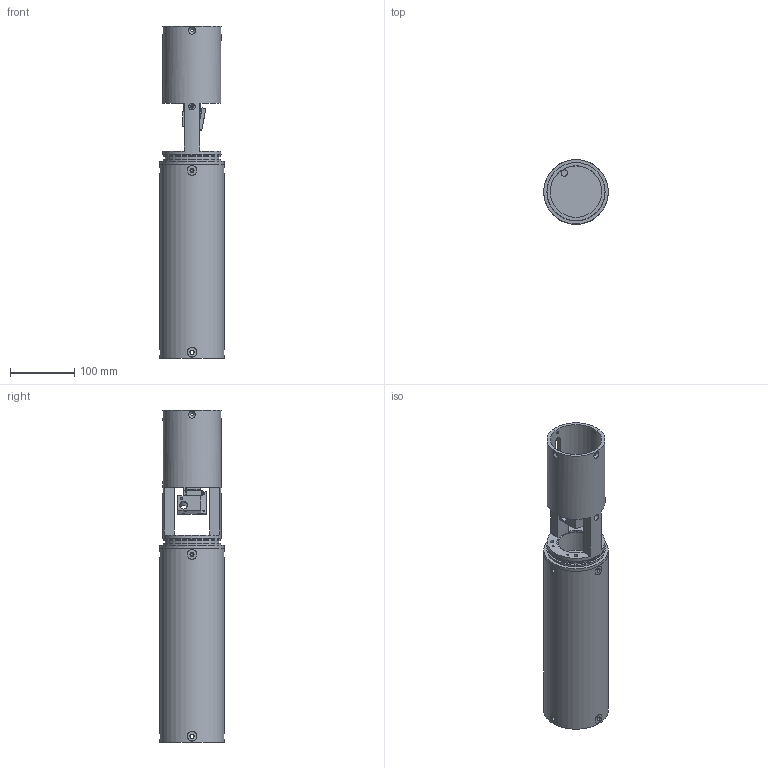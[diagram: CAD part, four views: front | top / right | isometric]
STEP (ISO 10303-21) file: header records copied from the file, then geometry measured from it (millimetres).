
FILE_DESCRIPTION(('Open CASCADE Model'),'2;1');
FILE_NAME('Open CASCADE Shape Model','2024-06-19T17:53:30',('Author'),( 'Open CASCADE'),'Open CASCADE STEP processor 7.7','Open CASCADE 7.7' ,'Unknown');
FILE_SCHEMA(('AUTOMOTIVE_DESIGN { 1 0 10303 214 1 1 1 1 }'));
Length unit declared in the file: millimetre
Products named in the file (11): 109732bc-2e54-11ef-bb17-a3b243770631; tape; tape_part; tube_moteur; tube_moteur_part; tube_elec; tube_elec_part; platine; platine_part; support_pcb; support_pcb_part
Assembly tree (10 placements, depth 3):
  109732bc-2e54-11ef-bb17-a3b243770631
    tape
      tape_part
    tube_moteur
      tube_moteur_part
    tube_elec
      tube_elec_part
    platine
      platine_part
    support_pcb
      support_pcb_part
Bounding box: 100 x 100 x 515 mm (x, y, z)
Volume: 895960.2 mm3; surface area: 328247.1 mm2
Topology: 5 solids, 13 shells, 1172 faces, 3179 edges, 2074 vertices
Faces by surface type: plane 648, cylinder 269, cone 162, torus 52, extrusion 33, sphere 8
Full cylindrical faces by diameter (mm): 1.6 x2, 2 x3, 2.2 x2, 2.5 x4, 4 x4, 4.2 x4, 4.3 x4, 5 x8, 5.2 x4, 5.3 x2, 6.5 x8, 10 x4, 12 x1, 55 x1, 60 x2, 80 x1, 83.96 x1, 86.82 x1, 90 x6, 90.02 x2, 100 x2
Entity records: 107730 total; most frequent: CARTESIAN_POINT 45206, DIRECTION 11505, VECTOR 6944, LINE 6911, ORIENTED_EDGE 6272, PCURVE 6272, DEFINITIONAL_REPRESENTATION 6272, EDGE_CURVE 3136
